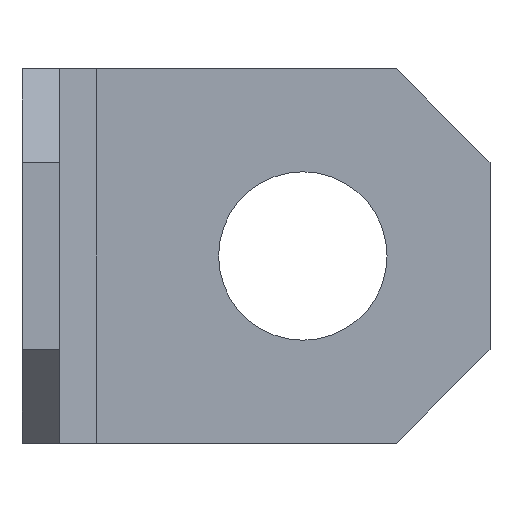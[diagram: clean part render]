
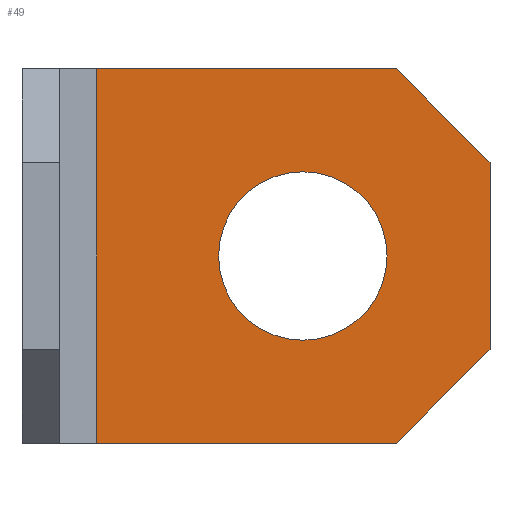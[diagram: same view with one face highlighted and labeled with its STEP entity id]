
A CAD part, left-side view. The second image highlights one B-rep face of the part: STEP entity #49.
In plain terms, the highlighted planar face has unit normal (-1, 0, 0).
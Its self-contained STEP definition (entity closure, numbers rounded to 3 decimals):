
#49=ADVANCED_FACE('',(#73,#75),#77,.T.);
#73=FACE_BOUND('',#74,.T.);
#74=EDGE_LOOP('',(#195,#196,#197,#198,#199,#200));
#75=FACE_BOUND('',#76,.T.);
#76=EDGE_LOOP('',(#201));
#77=PLANE('',#78);
#78=AXIS2_PLACEMENT_3D('',#79,#80,#81);
#79=CARTESIAN_POINT('',(-2.,-2.,0.));
#80=DIRECTION('',(-1.,0.,0.));
#81=DIRECTION('',(0.,-1.,0.));
#195=ORIENTED_EDGE('',*,*,#275,.F.);
#196=ORIENTED_EDGE('',*,*,#276,.T.);
#197=ORIENTED_EDGE('',*,*,#277,.F.);
#198=ORIENTED_EDGE('',*,*,#278,.T.);
#199=ORIENTED_EDGE('',*,*,#279,.F.);
#200=ORIENTED_EDGE('',*,*,#280,.F.);
#201=ORIENTED_EDGE('',*,*,#281,.T.);
#275=EDGE_CURVE('',#322,#323,#324,.T.);
#276=EDGE_CURVE('',#322,#325,#326,.T.);
#277=EDGE_CURVE('',#327,#325,#328,.F.);
#278=EDGE_CURVE('',#327,#329,#330,.T.);
#279=EDGE_CURVE('',#331,#329,#332,.F.);
#280=EDGE_CURVE('',#323,#331,#333,.T.);
#281=EDGE_CURVE('',#334,#334,#335,.T.);
#322=VERTEX_POINT('',#405);
#323=VERTEX_POINT('',#406);
#324=LINE('',#407,#408);
#325=VERTEX_POINT('',#410);
#326=LINE('',#411,#412);
#327=VERTEX_POINT('',#414);
#328=LINE('',#415,#416);
#329=VERTEX_POINT('',#418);
#330=LINE('',#419,#420);
#331=VERTEX_POINT('',#422);
#332=LINE('',#423,#424);
#333=LINE('',#426,#427);
#334=VERTEX_POINT('',#429);
#335=CIRCLE('',#430,4.5);
#405=CARTESIAN_POINT('',(-2.,-4.,0.));
#406=CARTESIAN_POINT('',(-2.,-4.,20.));
#407=CARTESIAN_POINT('',(-2.,-4.,0.));
#408=VECTOR('',#409,1.);
#409=DIRECTION('',(0.,0.,1.));
#410=CARTESIAN_POINT('',(-2.,-20.,0.));
#411=CARTESIAN_POINT('',(-2.,-4.,0.));
#412=VECTOR('',#413,1.);
#413=DIRECTION('',(0.,-1.,0.));
#414=CARTESIAN_POINT('',(-2.,-25.,5.));
#415=CARTESIAN_POINT('',(-2.,-20.,0.));
#416=VECTOR('',#417,1.);
#417=DIRECTION('',(0.,-0.707,0.707));
#418=CARTESIAN_POINT('',(-2.,-25.,15.));
#419=CARTESIAN_POINT('',(-2.,-25.,5.));
#420=VECTOR('',#421,1.);
#421=DIRECTION('',(0.,0.,1.));
#422=CARTESIAN_POINT('',(-2.,-20.,20.));
#423=CARTESIAN_POINT('',(-2.,-25.,15.));
#424=VECTOR('',#425,1.);
#425=DIRECTION('',(0.,0.707,0.707));
#426=CARTESIAN_POINT('',(-2.,-4.,20.));
#427=VECTOR('',#428,1.);
#428=DIRECTION('',(0.,-1.,0.));
#429=CARTESIAN_POINT('',(-2.,-10.5,10.));
#430=AXIS2_PLACEMENT_3D('',#431,#432,#433);
#431=CARTESIAN_POINT('',(-2.,-15.,10.));
#432=DIRECTION('',(1.,0.,0.));
#433=DIRECTION('',(0.,1.,0.));
